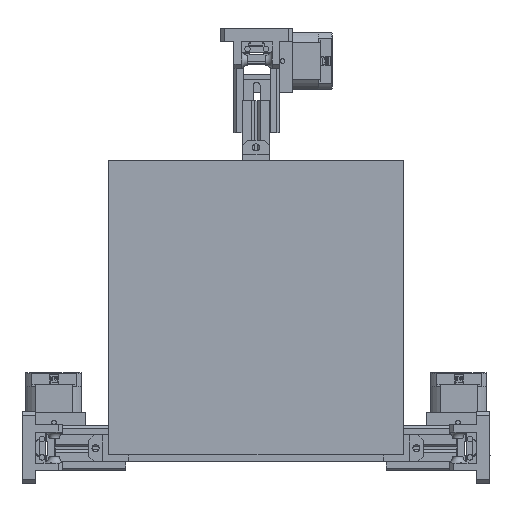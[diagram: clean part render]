
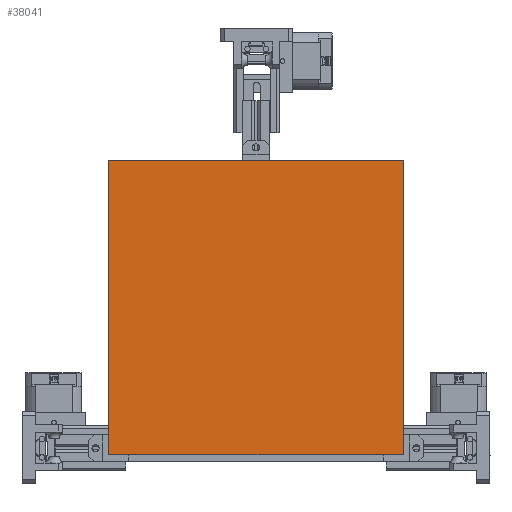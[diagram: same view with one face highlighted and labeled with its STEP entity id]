
A CAD part, top view. The second image highlights one B-rep face of the part: STEP entity #38041.
In plain terms, the highlighted planar face has unit normal (0, 0, 1).
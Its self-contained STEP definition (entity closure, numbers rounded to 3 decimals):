
#4312=FACE_OUTER_BOUND('',#6568,.T.);
#6568=EDGE_LOOP('',(#34771,#34772,#34773,#34774));
#10192=LINE('',#66166,#13841);
#10193=LINE('',#66169,#13842);
#10196=LINE('',#66175,#13845);
#10197=LINE('',#66176,#13846);
#13841=VECTOR('',#53147,10.);
#13842=VECTOR('',#53150,10.);
#13845=VECTOR('',#53155,10.);
#13846=VECTOR('',#53156,10.);
#18881=VERTEX_POINT('',#66159);
#18884=VERTEX_POINT('',#66164);
#18885=VERTEX_POINT('',#66168);
#18887=VERTEX_POINT('',#66174);
#24184=EDGE_CURVE('',#18884,#18881,#10192,.T.);
#24185=EDGE_CURVE('',#18885,#18881,#10193,.T.);
#24188=EDGE_CURVE('',#18884,#18887,#10196,.T.);
#24189=EDGE_CURVE('',#18887,#18885,#10197,.T.);
#34771=ORIENTED_EDGE('',*,*,#24185,.T.);
#34772=ORIENTED_EDGE('',*,*,#24184,.F.);
#34773=ORIENTED_EDGE('',*,*,#24188,.T.);
#34774=ORIENTED_EDGE('',*,*,#24189,.T.);
#36087=PLANE('',#42306);
#38041=ADVANCED_FACE('',(#4312),#36087,.T.);
#42306=AXIS2_PLACEMENT_3D('',#66173,#53153,#53154);
#53147=DIRECTION('',(1.,0.,0.));
#53150=DIRECTION('',(0.,1.,0.));
#53153=DIRECTION('center_axis',(0.,0.,
1.));
#53154=DIRECTION('ref_axis',(1.,0.,0.));
#53155=DIRECTION('',(0.,-1.,0.));
#53156=DIRECTION('',(1.,0.,0.));
#66159=CARTESIAN_POINT('',(-70.,251.4,339.67));
#66164=CARTESIAN_POINT('',(-290.,251.4,339.67));
#66166=CARTESIAN_POINT('',(-302.5,251.4,339.67));
#66168=CARTESIAN_POINT('',(-70.,31.4,339.67));
#66169=CARTESIAN_POINT('',(-70.,211.4,339.67));
#66173=CARTESIAN_POINT('Origin',(-380.,186.4,339.67));
#66174=CARTESIAN_POINT('',(-290.,31.4,339.67));
#66175=CARTESIAN_POINT('',(-290.,263.9,339.67));
#66176=CARTESIAN_POINT('',(-225.,31.4,339.67));
